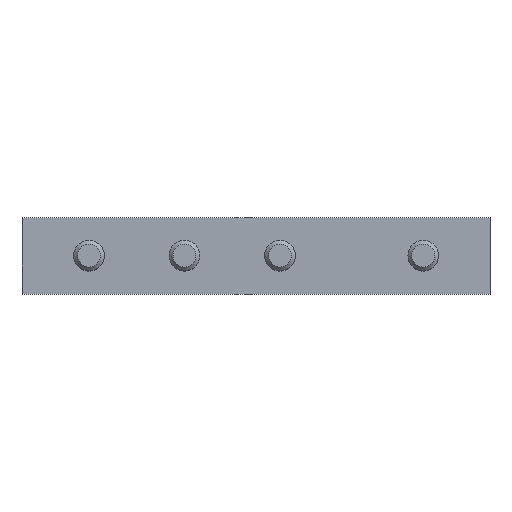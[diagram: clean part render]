
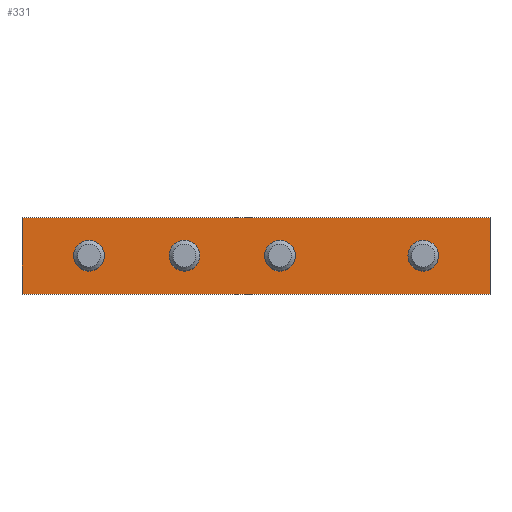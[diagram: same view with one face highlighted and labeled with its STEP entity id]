
A CAD part, top view. The second image highlights one B-rep face of the part: STEP entity #331.
In plain terms, the highlighted planar face has unit normal (0, 0, 1).
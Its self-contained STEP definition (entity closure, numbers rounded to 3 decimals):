
#165 = VERTEX_POINT('',#166);
#166 = CARTESIAN_POINT('',(0.,0.,3.));
#172 = EDGE_CURVE('',#165,#173,#175,.T.);
#173 = VERTEX_POINT('',#174);
#174 = CARTESIAN_POINT('',(24.5,0.,3.));
#175 = LINE('',#176,#177);
#176 = CARTESIAN_POINT('',(0.,0.,3.));
#177 = VECTOR('',#178,1.);
#178 = DIRECTION('',(1.,0.,0.));
#196 = EDGE_CURVE('',#173,#197,#199,.T.);
#197 = VERTEX_POINT('',#198);
#198 = CARTESIAN_POINT('',(24.5,-4.,3.));
#199 = LINE('',#200,#201);
#200 = CARTESIAN_POINT('',(24.5,0.,3.));
#201 = VECTOR('',#202,1.);
#202 = DIRECTION('',(0.,-1.,0.));
#220 = EDGE_CURVE('',#197,#221,#223,.T.);
#221 = VERTEX_POINT('',#222);
#222 = CARTESIAN_POINT('',(0.,-4.,3.));
#223 = LINE('',#224,#225);
#224 = CARTESIAN_POINT('',(24.5,-4.,3.));
#225 = VECTOR('',#226,1.);
#226 = DIRECTION('',(-1.,0.,0.));
#244 = EDGE_CURVE('',#221,#165,#245,.T.);
#245 = LINE('',#246,#247);
#246 = CARTESIAN_POINT('',(0.,-4.,3.));
#247 = VECTOR('',#248,1.);
#248 = DIRECTION('',(0.,1.,0.));
#331 = ADVANCED_FACE('',(#332,#338,#349,#360,#371),#382,.F.);
#332 = FACE_BOUND('',#333,.F.);
#333 = EDGE_LOOP('',(#334,#335,#336,#337));
#334 = ORIENTED_EDGE('',*,*,#172,.T.);
#335 = ORIENTED_EDGE('',*,*,#196,.T.);
#336 = ORIENTED_EDGE('',*,*,#220,.T.);
#337 = ORIENTED_EDGE('',*,*,#244,.T.);
#338 = FACE_BOUND('',#339,.F.);
#339 = EDGE_LOOP('',(#340));
#340 = ORIENTED_EDGE('',*,*,#341,.T.);
#341 = EDGE_CURVE('',#342,#342,#344,.T.);
#342 = VERTEX_POINT('',#343);
#343 = CARTESIAN_POINT('',(21.805,-2.,3.));
#344 = CIRCLE('',#345,0.8);
#345 = AXIS2_PLACEMENT_3D('',#346,#347,#348);
#346 = CARTESIAN_POINT('',(21.005,-2.,3.));
#347 = DIRECTION('',(0.,0.,1.));
#348 = DIRECTION('',(1.,0.,-0.));
#349 = FACE_BOUND('',#350,.F.);
#350 = EDGE_LOOP('',(#351));
#351 = ORIENTED_EDGE('',*,*,#352,.T.);
#352 = EDGE_CURVE('',#353,#353,#355,.T.);
#353 = VERTEX_POINT('',#354);
#354 = CARTESIAN_POINT('',(14.305,-2.,3.));
#355 = CIRCLE('',#356,0.8);
#356 = AXIS2_PLACEMENT_3D('',#357,#358,#359);
#357 = CARTESIAN_POINT('',(13.505,-2.,3.));
#358 = DIRECTION('',(0.,0.,1.));
#359 = DIRECTION('',(1.,0.,-0.));
#360 = FACE_BOUND('',#361,.F.);
#361 = EDGE_LOOP('',(#362));
#362 = ORIENTED_EDGE('',*,*,#363,.T.);
#363 = EDGE_CURVE('',#364,#364,#366,.T.);
#364 = VERTEX_POINT('',#365);
#365 = CARTESIAN_POINT('',(9.305,-2.,3.));
#366 = CIRCLE('',#367,0.8);
#367 = AXIS2_PLACEMENT_3D('',#368,#369,#370);
#368 = CARTESIAN_POINT('',(8.505,-2.,3.));
#369 = DIRECTION('',(0.,0.,1.));
#370 = DIRECTION('',(1.,0.,-0.));
#371 = FACE_BOUND('',#372,.F.);
#372 = EDGE_LOOP('',(#373));
#373 = ORIENTED_EDGE('',*,*,#374,.T.);
#374 = EDGE_CURVE('',#375,#375,#377,.T.);
#375 = VERTEX_POINT('',#376);
#376 = CARTESIAN_POINT('',(4.305,-2.,3.));
#377 = CIRCLE('',#378,0.8);
#378 = AXIS2_PLACEMENT_3D('',#379,#380,#381);
#379 = CARTESIAN_POINT('',(3.505,-2.,3.));
#380 = DIRECTION('',(0.,0.,1.));
#381 = DIRECTION('',(1.,0.,-0.));
#382 = PLANE('',#383);
#383 = AXIS2_PLACEMENT_3D('',#384,#385,#386);
#384 = CARTESIAN_POINT('',(12.25,-2.,3.));
#385 = DIRECTION('',(-0.,-0.,-1.));
#386 = DIRECTION('',(-1.,0.,0.));
